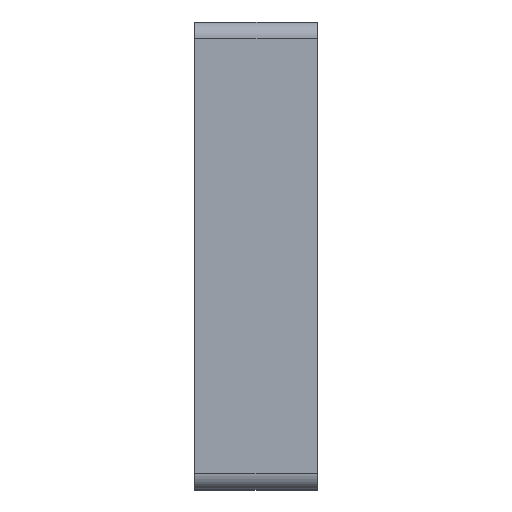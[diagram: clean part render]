
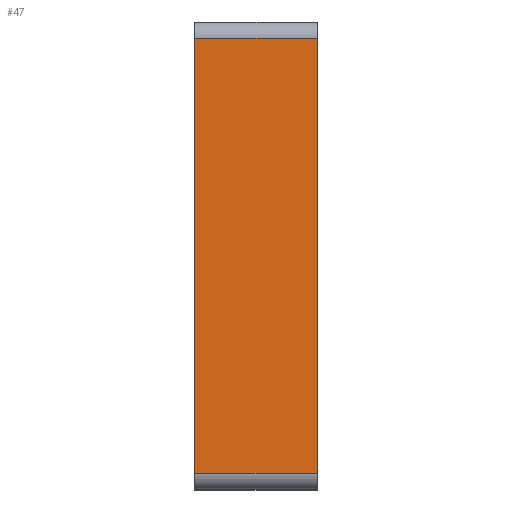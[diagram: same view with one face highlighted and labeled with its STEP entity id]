
A CAD part, top view. The second image highlights one B-rep face of the part: STEP entity #47.
In plain terms, the highlighted planar face has unit normal (0, 0, 1).
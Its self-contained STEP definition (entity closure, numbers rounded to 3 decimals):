
#23 = CARTESIAN_POINT ( 'NONE',  ( 8.75, 2.337, 10.337 ) ) ;
#44 = LINE ( 'NONE', #402, #1023 ) ;
#47 = ADVANCED_FACE ( 'NONE', ( #85 ), #720, .F. ) ;
#85 = FACE_OUTER_BOUND ( 'NONE', #797, .T. ) ;
#106 = CARTESIAN_POINT ( 'NONE',  ( -8.75, 0., 10.337 ) ) ;
#166 = VECTOR ( 'NONE', #688, 1000. ) ;
#299 = VECTOR ( 'NONE', #354, 1000. ) ;
#329 = CARTESIAN_POINT ( 'NONE',  ( 8.75, 0., 10.337 ) ) ;
#340 = VECTOR ( 'NONE', #745, 1000. ) ;
#354 = DIRECTION ( 'NONE',  ( -1., 0., 0. ) ) ;
#371 = EDGE_CURVE ( 'NONE', #675, #417, #490, .T. ) ;
#391 = VERTEX_POINT ( 'NONE', #1032 ) ;
#402 = CARTESIAN_POINT ( 'NONE',  ( -8.75, 2.337, 10.337 ) ) ;
#417 = VERTEX_POINT ( 'NONE', #495 ) ;
#418 = DIRECTION ( 'NONE',  ( -1., 0., 0. ) ) ;
#458 = EDGE_CURVE ( 'NONE', #417, #391, #620, .T. ) ;
#490 = LINE ( 'NONE', #329, #166 ) ;
#495 = CARTESIAN_POINT ( 'NONE',  ( 8.75, 64.663, 10.337 ) ) ;
#497 = ORIENTED_EDGE ( 'NONE', *, *, #371, .T. ) ;
#535 = CARTESIAN_POINT ( 'NONE',  ( 8.75, 64.663, 10.337 ) ) ;
#555 = LINE ( 'NONE', #106, #340 ) ;
#620 = LINE ( 'NONE', #535, #299 ) ;
#628 = VERTEX_POINT ( 'NONE', #1015 ) ;
#675 = VERTEX_POINT ( 'NONE', #23 ) ;
#688 = DIRECTION ( 'NONE',  ( 0., 1., 0. ) ) ;
#696 = CARTESIAN_POINT ( 'NONE',  ( 0., 0., 10.337 ) ) ;
#697 = ORIENTED_EDGE ( 'NONE', *, *, #458, .T. ) ;
#709 = EDGE_CURVE ( 'NONE', #675, #628, #44, .T. ) ;
#710 = ORIENTED_EDGE ( 'NONE', *, *, #1142, .T. ) ;
#720 = PLANE ( 'NONE',  #866 ) ;
#745 = DIRECTION ( 'NONE',  ( 0., -1., 0. ) ) ;
#797 = EDGE_LOOP ( 'NONE', ( #697, #710, #865, #497 ) ) ;
#865 = ORIENTED_EDGE ( 'NONE', *, *, #709, .F. ) ;
#866 = AXIS2_PLACEMENT_3D ( 'NONE', #696, #986, #1059 ) ;
#986 = DIRECTION ( 'NONE',  ( 0., 0., -1. ) ) ;
#1015 = CARTESIAN_POINT ( 'NONE',  ( -8.75, 2.337, 10.337 ) ) ;
#1023 = VECTOR ( 'NONE', #418, 1000. ) ;
#1032 = CARTESIAN_POINT ( 'NONE',  ( -8.75, 64.663, 10.337 ) ) ;
#1059 = DIRECTION ( 'NONE',  ( -1., 0., 0. ) ) ;
#1142 = EDGE_CURVE ( 'NONE', #391, #628, #555, .T. ) ;
